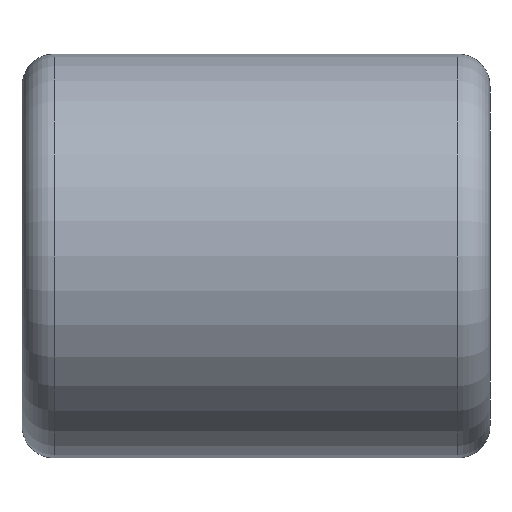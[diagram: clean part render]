
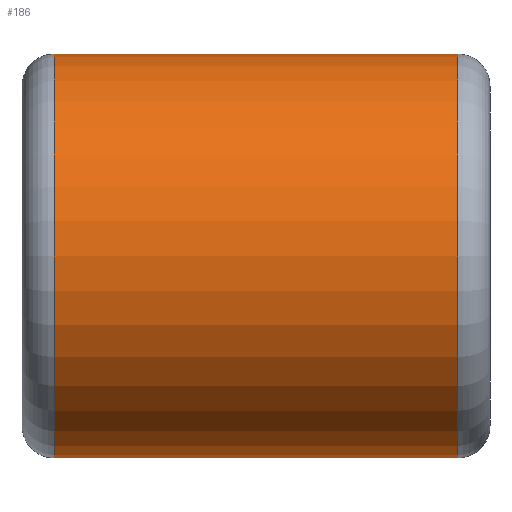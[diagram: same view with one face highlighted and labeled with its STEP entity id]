
A CAD part, front view. The second image highlights one B-rep face of the part: STEP entity #186.
In plain terms, the highlighted cylindrical face has radius 41 mm (diameter 82 mm), a full revolution.
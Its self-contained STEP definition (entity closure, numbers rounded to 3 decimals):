
#9 = DIRECTION ( 'NONE',  ( 0., 0., -1. ) ) ;
#13 = EDGE_LOOP ( 'NONE', ( #69 ) ) ;
#14 = AXIS2_PLACEMENT_3D ( 'NONE', #240, #236, #105 ) ;
#25 = FACE_OUTER_BOUND ( 'NONE', #13, .T. ) ;
#42 = EDGE_LOOP ( 'NONE', ( #198 ) ) ;
#69 = ORIENTED_EDGE ( 'NONE', *, *, #79, .T. ) ;
#79 = EDGE_CURVE ( 'NONE', #94, #94, #124, .T. ) ;
#94 = VERTEX_POINT ( 'NONE', #289 ) ;
#101 = DIRECTION ( 'NONE',  ( 1., 0., 0. ) ) ;
#105 = DIRECTION ( 'NONE',  ( 0., 0., -1. ) ) ;
#118 = EDGE_CURVE ( 'NONE', #197, #197, #121, .T. ) ;
#121 = CIRCLE ( 'NONE', #14, 41. ) ;
#124 = CIRCLE ( 'NONE', #280, 41. ) ;
#159 = CYLINDRICAL_SURFACE ( 'NONE', #288, 41. ) ;
#186 = ADVANCED_FACE ( 'NONE', ( #25, #268 ), #159, .T. ) ;
#197 = VERTEX_POINT ( 'NONE', #269 ) ;
#198 = ORIENTED_EDGE ( 'NONE', *, *, #118, .F. ) ;
#210 = CARTESIAN_POINT ( 'NONE',  ( -41., 0., 0. ) ) ;
#234 = DIRECTION ( 'NONE',  ( 0., 0., -1. ) ) ;
#236 = DIRECTION ( 'NONE',  ( 1., 0., 0. ) ) ;
#237 = CARTESIAN_POINT ( 'NONE',  ( 0., 0., 0. ) ) ;
#240 = CARTESIAN_POINT ( 'NONE',  ( 41., 0., 0. ) ) ;
#255 = DIRECTION ( 'NONE',  ( 1., 0., 0. ) ) ;
#268 = FACE_OUTER_BOUND ( 'NONE', #42, .T. ) ;
#269 = CARTESIAN_POINT ( 'NONE',  ( 41., 0., -41. ) ) ;
#280 = AXIS2_PLACEMENT_3D ( 'NONE', #210, #255, #234 ) ;
#288 = AXIS2_PLACEMENT_3D ( 'NONE', #237, #101, #9 ) ;
#289 = CARTESIAN_POINT ( 'NONE',  ( -41., 0., -41. ) ) ;
